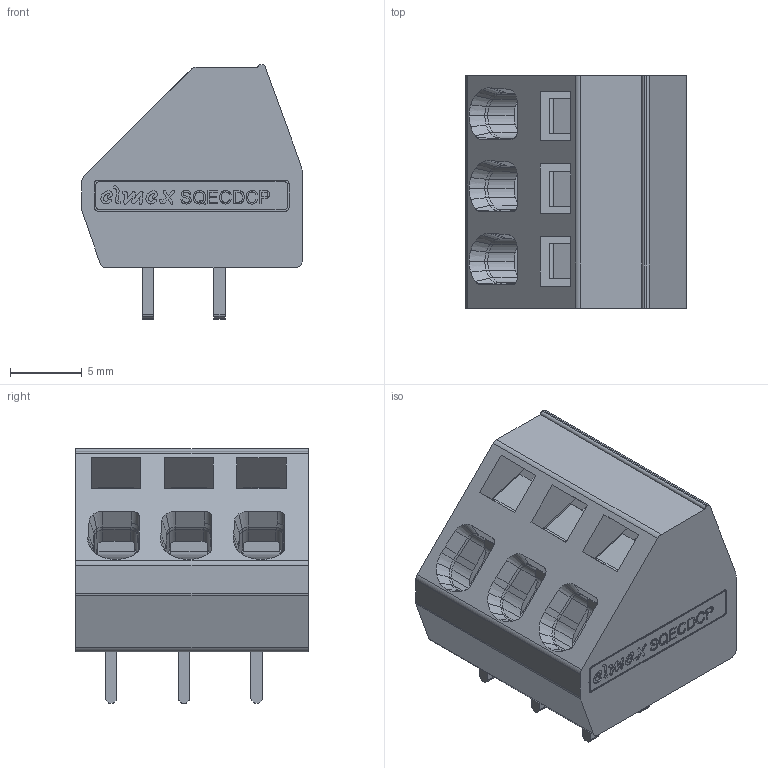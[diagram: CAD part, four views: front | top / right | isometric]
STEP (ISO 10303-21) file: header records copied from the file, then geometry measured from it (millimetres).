
FILE_DESCRIPTION(/* description */ ('Unknown'),/* implementation_level */ '2;1');
FILE_NAME(/* name */ 'SQECD-3W-SOLID',/* time_stamp */ '2024-06-21T15:12:59+06:00',/* author */ ('Unknown'),/* organization */ ('Unknown'),/* preprocessor_version */ 'ST-DEVELOPER v16.7',/* originating_system */ 'Solid Edge',/* authorisation */ 'Unknown');
FILE_SCHEMA (('AUTOMOTIVE_DESIGN {1 0 10303 214 3 1 1}'));
Products named in the file (1): Part8
Bounding box: 15.4 x 16.24 x 17.8 mm (x, y, z)
Volume: 1749.5 mm3; surface area: 3777.2 mm2
Topology: 1 solids, 25 shells, 1558 faces, 4347 edges, 2831 vertices
Faces by surface type: plane 840, cylinder 407, bspline 206, torus 60, cone 45
Full cylindrical faces by diameter (mm): 1.5 x18
Entity records: 64724 total; most frequent: CARTESIAN_POINT 14510, ORIENTED_EDGE 8574, DIRECTION 7591, EDGE_CURVE 4287, VERTEX_POINT 2813, LINE 2791, VECTOR 2791, AXIS2_PLACEMENT_3D 2400
